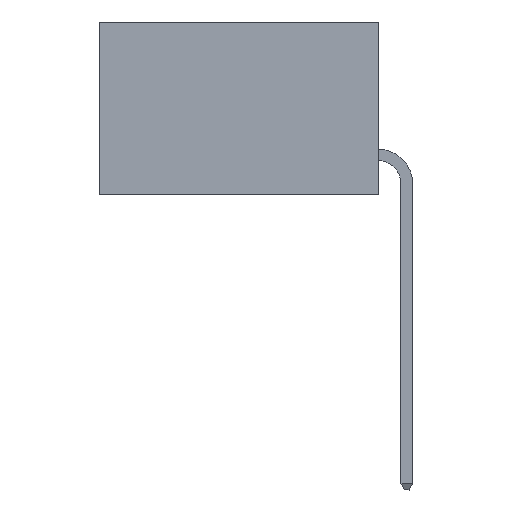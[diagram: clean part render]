
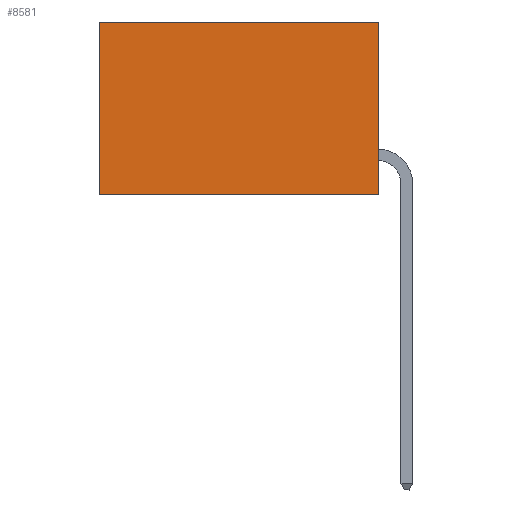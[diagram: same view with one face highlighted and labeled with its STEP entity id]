
A CAD part, left-side view. The second image highlights one B-rep face of the part: STEP entity #8581.
In plain terms, the highlighted planar face has unit normal (-1, 0, 0).
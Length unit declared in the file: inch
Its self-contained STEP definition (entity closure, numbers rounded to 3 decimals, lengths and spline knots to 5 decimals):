
#702 = DIRECTION ( 'NONE',  ( 1., 0., 0. ) ) ;
#828 = LINE ( 'NONE', #4082, #4468 ) ;
#885 = VERTEX_POINT ( 'NONE', #2870 ) ;
#1213 = LINE ( 'NONE', #6192, #5584 ) ;
#1649 = LINE ( 'NONE', #9058, #10768 ) ;
#2103 = CARTESIAN_POINT ( 'NONE',  ( 0.298, 0.6, 0. ) ) ;
#2165 = EDGE_CURVE ( 'NONE', #13912, #885, #13988, .T. ) ;
#2319 = DIRECTION ( 'NONE',  ( 0., 0., -1. ) ) ;
#2729 = ORIENTED_EDGE ( 'NONE', *, *, #12837, .T. ) ;
#2870 = CARTESIAN_POINT ( 'NONE',  ( 0.298, 0.6, -0.37 ) ) ;
#2885 = DIRECTION ( 'NONE',  ( 0., 1., 0. ) ) ;
#3201 = AXIS2_PLACEMENT_3D ( 'NONE', #6369, #702, #12168 ) ;
#3490 = EDGE_CURVE ( 'NONE', #4620, #885, #1213, .T. ) ;
#3887 = ORIENTED_EDGE ( 'NONE', *, *, #2165, .T. ) ;
#4082 = CARTESIAN_POINT ( 'NONE',  ( 0.298, 0., 0. ) ) ;
#4468 = VECTOR ( 'NONE', #2885, 39.37008 ) ;
#4620 = VERTEX_POINT ( 'NONE', #14873 ) ;
#5583 = FACE_OUTER_BOUND ( 'NONE', #7349, .T. ) ;
#5584 = VECTOR ( 'NONE', #13072, 39.37008 ) ;
#5780 = CARTESIAN_POINT ( 'NONE',  ( 0.298, 0.6, 0. ) ) ;
#6192 = CARTESIAN_POINT ( 'NONE',  ( 0.298, 0., -0.37 ) ) ;
#6369 = CARTESIAN_POINT ( 'NONE',  ( 0.298, 0., 0. ) ) ;
#7349 = EDGE_LOOP ( 'NONE', ( #3887, #10050, #13201, #2729 ) ) ;
#7642 = VECTOR ( 'NONE', #2319, 39.37008 ) ;
#7820 = DIRECTION ( 'NONE',  ( 0., 0., -1. ) ) ;
#8581 = ADVANCED_FACE ( 'NONE', ( #5583 ), #12124, .F. ) ;
#9058 = CARTESIAN_POINT ( 'NONE',  ( 0.298, 0., 0. ) ) ;
#10050 = ORIENTED_EDGE ( 'NONE', *, *, #3490, .F. ) ;
#10768 = VECTOR ( 'NONE', #7820, 39.37008 ) ;
#10879 = EDGE_CURVE ( 'NONE', #13479, #4620, #1649, .T. ) ;
#12124 = PLANE ( 'NONE',  #3201 ) ;
#12168 = DIRECTION ( 'NONE',  ( 0., 0., -1. ) ) ;
#12602 = CARTESIAN_POINT ( 'NONE',  ( 0.298, 0., 0. ) ) ;
#12837 = EDGE_CURVE ( 'NONE', #13479, #13912, #828, .T. ) ;
#13072 = DIRECTION ( 'NONE',  ( 0., 1., 0. ) ) ;
#13201 = ORIENTED_EDGE ( 'NONE', *, *, #10879, .F. ) ;
#13479 = VERTEX_POINT ( 'NONE', #12602 ) ;
#13912 = VERTEX_POINT ( 'NONE', #5780 ) ;
#13988 = LINE ( 'NONE', #2103, #7642 ) ;
#14873 = CARTESIAN_POINT ( 'NONE',  ( 0.298, 0., -0.37 ) ) ;
